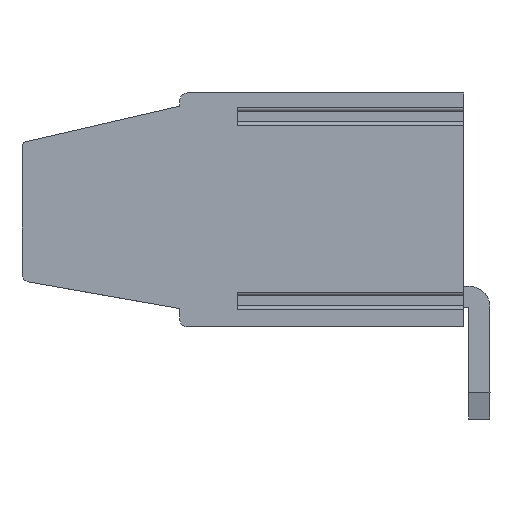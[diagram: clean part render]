
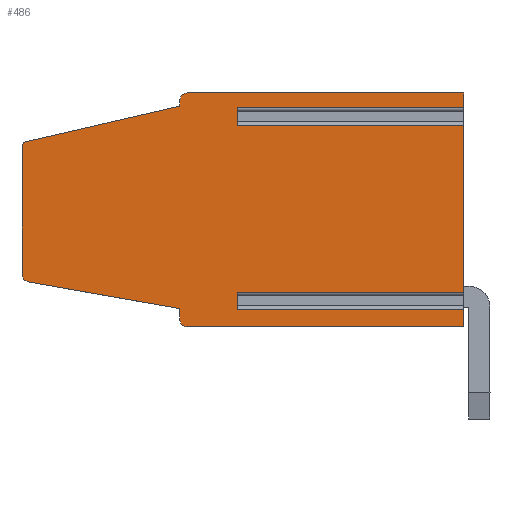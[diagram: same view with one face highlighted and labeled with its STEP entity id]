
A CAD part, left-side view. The second image highlights one B-rep face of the part: STEP entity #486.
In plain terms, the highlighted planar face has unit normal (-1, 0, 0).
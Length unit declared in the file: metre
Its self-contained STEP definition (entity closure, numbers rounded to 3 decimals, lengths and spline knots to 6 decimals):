
#486=ADVANCED_FACE('',(#1086),#1087,.T.);
#1086=FACE_OUTER_BOUND('',#1784,.T.);
#1087=PLANE('',#1785);
#1784=EDGE_LOOP('',(#3241,#3242,#3243,#3244,#3245,#3246,#3247,#3248,#3249,#3250,#3251,#3252,#3253,#3254,#3255,#3256,#3257,#3258,#3259,#3260));
#1785=AXIS2_PLACEMENT_3D('',#3261,#3262,#3263);
#3241=ORIENTED_EDGE('',*,*,#4410,.T.);
#3242=ORIENTED_EDGE('',*,*,#4586,.F.);
#3243=ORIENTED_EDGE('',*,*,#4587,.F.);
#3244=ORIENTED_EDGE('',*,*,#4490,.T.);
#3245=ORIENTED_EDGE('',*,*,#4402,.T.);
#3246=ORIENTED_EDGE('',*,*,#4105,.T.);
#3247=ORIENTED_EDGE('',*,*,#4588,.T.);
#3248=ORIENTED_EDGE('',*,*,#4151,.T.);
#3249=ORIENTED_EDGE('',*,*,#4438,.T.);
#3250=ORIENTED_EDGE('',*,*,#4058,.T.);
#3251=ORIENTED_EDGE('',*,*,#4038,.T.);
#3252=ORIENTED_EDGE('',*,*,#4216,.T.);
#3253=ORIENTED_EDGE('',*,*,#4204,.T.);
#3254=ORIENTED_EDGE('',*,*,#4589,.T.);
#3255=ORIENTED_EDGE('',*,*,#4121,.T.);
#3256=ORIENTED_EDGE('',*,*,#4213,.F.);
#3257=ORIENTED_EDGE('',*,*,#4418,.T.);
#3258=ORIENTED_EDGE('',*,*,#4590,.T.);
#3259=ORIENTED_EDGE('',*,*,#4591,.F.);
#3260=ORIENTED_EDGE('',*,*,#4592,.F.);
#3261=CARTESIAN_POINT('',(0.005,0.0168,-0.00689));
#3262=DIRECTION('',(-1.0,0.,0.));
#3263=DIRECTION('',(0.,1.0,0.0));
#4038=EDGE_CURVE('',#4804,#4802,#4805,.T.);
#4058=EDGE_CURVE('',#4841,#4804,#4842,.T.);
#4105=EDGE_CURVE('',#4926,#4924,#4927,.T.);
#4121=EDGE_CURVE('',#4956,#4953,#4957,.T.);
#4151=EDGE_CURVE('',#5006,#5004,#5007,.T.);
#4204=EDGE_CURVE('',#5096,#5093,#5097,.T.);
#4213=EDGE_CURVE('',#5109,#4953,#5111,.T.);
#4216=EDGE_CURVE('',#4802,#5096,#5114,.T.);
#4402=EDGE_CURVE('',#5384,#4926,#5385,.T.);
#4410=EDGE_CURVE('',#5400,#5398,#5401,.T.);
#4418=EDGE_CURVE('',#5109,#5414,#5416,.T.);
#4438=EDGE_CURVE('',#5004,#4841,#5449,.T.);
#4490=EDGE_CURVE('',#5528,#5384,#5529,.T.);
#4586=EDGE_CURVE('',#5669,#5398,#5670,.T.);
#4587=EDGE_CURVE('',#5528,#5669,#5671,.T.);
#4588=EDGE_CURVE('',#4924,#5006,#5672,.T.);
#4589=EDGE_CURVE('',#5093,#4956,#5673,.T.);
#4590=EDGE_CURVE('',#5414,#5674,#5675,.T.);
#4591=EDGE_CURVE('',#5676,#5674,#5677,.T.);
#4592=EDGE_CURVE('',#5400,#5676,#5678,.T.);
#4802=VERTEX_POINT('',#5936);
#4804=VERTEX_POINT('',#5939);
#4805=LINE('',#5940,#5941);
#4841=VERTEX_POINT('',#5994);
#4842=CIRCLE('',#5995,0.0002);
#4924=VERTEX_POINT('',#6135);
#4926=VERTEX_POINT('',#6138);
#4927=LINE('',#6139,#6140);
#4953=VERTEX_POINT('',#6179);
#4956=VERTEX_POINT('',#6183);
#4957=CIRCLE('',#6184,0.0003);
#5004=VERTEX_POINT('',#6245);
#5006=VERTEX_POINT('',#6248);
#5007=LINE('',#6249,#6250);
#5093=VERTEX_POINT('',#6370);
#5096=VERTEX_POINT('',#6374);
#5097=LINE('',#6375,#6376);
#5109=VERTEX_POINT('',#6393);
#5111=LINE('',#6396,#6397);
#5114=CIRCLE('',#6401,0.0003);
#5384=VERTEX_POINT('',#6780);
#5385=LINE('',#6781,#6782);
#5398=VERTEX_POINT('',#6798);
#5400=VERTEX_POINT('',#6800);
#5401=LINE('',#6801,#6802);
#5414=VERTEX_POINT('',#6818);
#5416=LINE('',#6820,#6821);
#5449=LINE('',#6868,#6869);
#5528=VERTEX_POINT('',#6974);
#5529=LINE('',#6975,#6976);
#5669=VERTEX_POINT('',#7177);
#5670=LINE('',#7178,#7179);
#5671=LINE('',#7180,#7181);
#5672=CIRCLE('',#7182,0.0003);
#5673=LINE('',#7183,#7184);
#5674=VERTEX_POINT('',#7185);
#5675=LINE('',#7186,#7187);
#5676=VERTEX_POINT('',#7188);
#5677=LINE('',#7189,#7190);
#5678=LINE('',#7191,#7192);
#5936=CARTESIAN_POINT('',(0.005,0.0168,-0.00689));
#5939=CARTESIAN_POINT('',(0.005,0.0168,-0.002044));
#5940=CARTESIAN_POINT('',(0.005,0.0168,-0.002044));
#5941=VECTOR('',#7501,1.0);
#5994=CARTESIAN_POINT('',(0.005,0.016645,-0.001849));
#5995=AXIS2_PLACEMENT_3D('',#7531,#7532,#7533);
#6135=CARTESIAN_POINT('',(0.005,0.0105,0.));
#6138=CARTESIAN_POINT('',(0.005,0.0,0.0));
#6139=CARTESIAN_POINT('',(0.005,0.0,0.0));
#6140=VECTOR('',#7579,1.0);
#6179=CARTESIAN_POINT('',(0.005,0.0105,-0.0089));
#6183=CARTESIAN_POINT('',(0.005,0.0108,-0.0086));
#6184=AXIS2_PLACEMENT_3D('',#7594,#7595,#7596);
#6245=CARTESIAN_POINT('',(0.005,0.0108,-0.0005));
#6248=CARTESIAN_POINT('',(0.005,0.0108,-0.0003));
#6249=CARTESIAN_POINT('',(0.005,0.0108,-0.0003));
#6250=VECTOR('',#7630,1.0);
#6370=CARTESIAN_POINT('',(0.005,0.0108,-0.0082));
#6374=CARTESIAN_POINT('',(0.005,0.016552,-0.007186));
#6375=CARTESIAN_POINT('',(0.005,0.016552,-0.007186));
#6376=VECTOR('',#7684,1.0);
#6393=CARTESIAN_POINT('',(0.005,0.,-0.0089));
#6396=CARTESIAN_POINT('',(0.005,0.0051,-0.0089));
#6397=VECTOR('',#7691,1.0);
#6401=AXIS2_PLACEMENT_3D('',#7693,#7694,#7695);
#6780=CARTESIAN_POINT('',(0.005,0.,-0.00057));
#6781=CARTESIAN_POINT('',(0.005,0.,-0.008915));
#6782=VECTOR('',#7892,1.0);
#6798=CARTESIAN_POINT('',(0.005,0.,-0.00123));
#6800=CARTESIAN_POINT('',(0.005,0.,-0.00757));
#6801=CARTESIAN_POINT('',(0.005,0.,-0.008915));
#6802=VECTOR('',#7908,1.0);
#6818=CARTESIAN_POINT('',(0.005,0.,-0.00823));
#6820=CARTESIAN_POINT('',(0.005,0.,-0.008915));
#6821=VECTOR('',#7924,1.0);
#6868=CARTESIAN_POINT('',(0.005,0.0108,-0.0005));
#6869=VECTOR('',#7948,1.0);
#6974=CARTESIAN_POINT('',(0.005,0.0086,-0.00057));
#6975=CARTESIAN_POINT('',(0.005,0.,-0.00057));
#6976=VECTOR('',#8002,1.0);
#7177=CARTESIAN_POINT('',(0.005,0.0086,-0.00123));
#7178=CARTESIAN_POINT('',(0.005,0.,-0.00123));
#7179=VECTOR('',#8085,1.0);
#7180=CARTESIAN_POINT('',(0.005,0.0086,-0.00123));
#7181=VECTOR('',#8086,1.0);
#7182=AXIS2_PLACEMENT_3D('',#8087,#8088,#8089);
#7183=CARTESIAN_POINT('',(0.005,0.0108,-0.0082));
#7184=VECTOR('',#8090,1.0);
#7185=CARTESIAN_POINT('',(0.005,0.0086,-0.00823));
#7186=CARTESIAN_POINT('',(0.005,0.,-0.00823));
#7187=VECTOR('',#8091,1.0);
#7188=CARTESIAN_POINT('',(0.005,0.0086,-0.00757));
#7189=CARTESIAN_POINT('',(0.005,0.0086,-0.00823));
#7190=VECTOR('',#8092,1.0);
#7191=CARTESIAN_POINT('',(0.005,0.,-0.00757));
#7192=VECTOR('',#8093,1.0);
#7501=DIRECTION('',(0.,0.,-1.0));
#7531=CARTESIAN_POINT('',(0.005,0.0166,-0.002044));
#7532=DIRECTION('',(-1.0,0.,0.));
#7533=DIRECTION('',(0.,-1.0,0.));
#7579=DIRECTION('',(0.,1.0,0.));
#7594=CARTESIAN_POINT('',(0.005,0.0105,-0.0086));
#7595=DIRECTION('',(-1.0,0.,0.));
#7596=DIRECTION('',(0.,-1.0,0.));
#7630=DIRECTION('',(0.,0.,-1.0));
#7684=DIRECTION('',(0.,-0.985,-0.174));
#7691=DIRECTION('',(0.,1.0,0.));
#7693=CARTESIAN_POINT('',(0.005,0.0165,-0.00689));
#7694=DIRECTION('',(-1.0,0.,0.));
#7695=DIRECTION('',(0.,-1.0,0.));
#7892=DIRECTION('',(0.,0.,1.0));
#7908=DIRECTION('',(0.,0.,1.0));
#7924=DIRECTION('',(0.,0.,1.0));
#7948=DIRECTION('',(0.,0.974,-0.225));
#8002=DIRECTION('',(0.,-1.0,0.));
#8085=DIRECTION('',(0.,-1.0,0.));
#8086=DIRECTION('',(0.,0.,-1.0));
#8087=CARTESIAN_POINT('',(0.005,0.0105,-0.0003));
#8088=DIRECTION('',(-1.0,0.,0.));
#8089=DIRECTION('',(0.,-1.0,0.));
#8090=DIRECTION('',(0.,0.,-1.0));
#8091=DIRECTION('',(0.,1.0,0.));
#8092=DIRECTION('',(0.,0.,-1.0));
#8093=DIRECTION('',(0.,1.0,0.));
